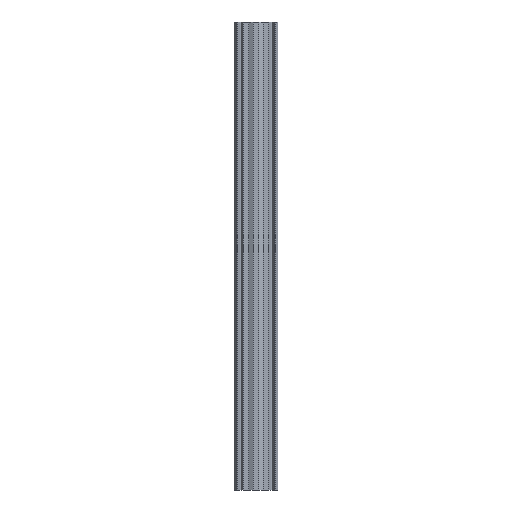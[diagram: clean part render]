
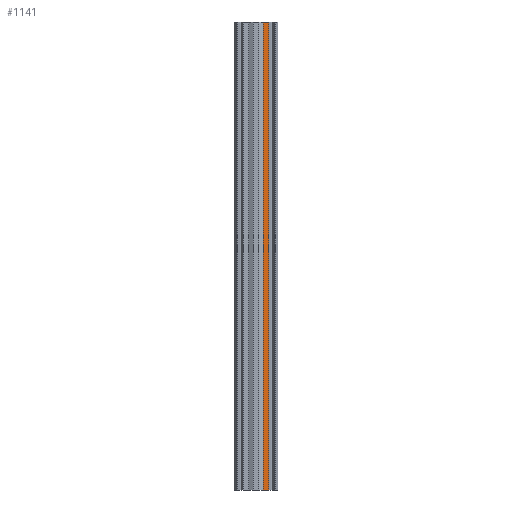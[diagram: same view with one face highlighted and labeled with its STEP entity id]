
A CAD part, front view. The second image highlights one B-rep face of the part: STEP entity #1141.
In plain terms, the highlighted planar face has unit normal (0, -1, 0).
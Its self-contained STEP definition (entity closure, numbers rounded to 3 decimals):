
#35=FACE_OUTER_BOUND('',#92,.T.);
#92=EDGE_LOOP('',(#814,#815,#816,#817));
#189=LINE('',#1653,#354);
#190=LINE('',#1656,#355);
#191=LINE('',#1658,#356);
#192=LINE('',#1659,#357);
#354=VECTOR('',#1351,10.);
#355=VECTOR('',#1354,10.);
#356=VECTOR('',#1355,10.);
#357=VECTOR('',#1356,10.);
#499=VERTEX_POINT('',#1649);
#500=VERTEX_POINT('',#1651);
#501=VERTEX_POINT('',#1655);
#502=VERTEX_POINT('',#1657);
#629=EDGE_CURVE('',#499,#500,#189,.T.);
#630=EDGE_CURVE('',#501,#499,#190,.T.);
#631=EDGE_CURVE('',#502,#500,#191,.T.);
#632=EDGE_CURVE('',#501,#502,#192,.T.);
#814=ORIENTED_EDGE('',*,*,#630,.T.);
#815=ORIENTED_EDGE('',*,*,#629,.T.);
#816=ORIENTED_EDGE('',*,*,#631,.F.);
#817=ORIENTED_EDGE('',*,*,#632,.F.);
#1084=PLANE('',#1212);
#1141=ADVANCED_FACE('',(#35),#1084,.T.);
#1212=AXIS2_PLACEMENT_3D('',#1654,#1352,#1353);
#1351=DIRECTION('',(0.,0.,1.));
#1352=DIRECTION('center_axis',(0.,-1.,0.));
#1353=DIRECTION('ref_axis',(1.,0.,0.));
#1354=DIRECTION('',(1.,0.,0.));
#1355=DIRECTION('',(1.,0.,0.));
#1356=DIRECTION('',(0.,0.,1.));
#1649=CARTESIAN_POINT('',(4.,-4.,0.));
#1651=CARTESIAN_POINT('',(4.,-4.,146.));
#1653=CARTESIAN_POINT('',(4.,-4.,0.));
#1654=CARTESIAN_POINT('Origin',(1.939,-4.,0.));
#1655=CARTESIAN_POINT('',(1.939,-4.,0.));
#1656=CARTESIAN_POINT('',(-1.839,-4.,0.));
#1657=CARTESIAN_POINT('',(1.939,-4.,146.));
#1658=CARTESIAN_POINT('',(-1.839,-4.,146.));
#1659=CARTESIAN_POINT('',(1.939,-4.,0.));
